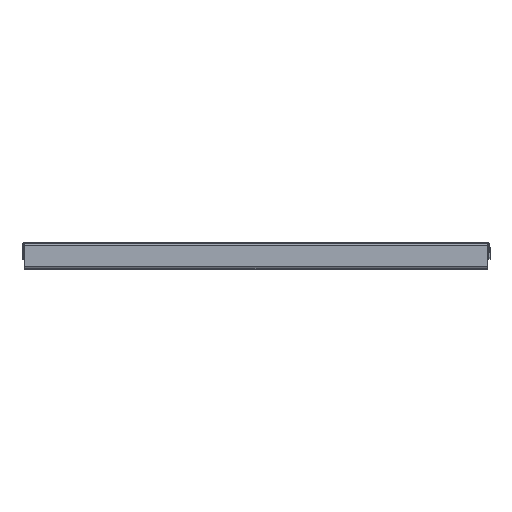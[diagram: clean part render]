
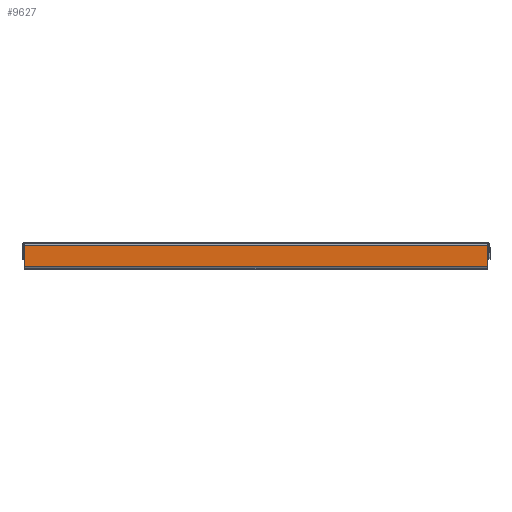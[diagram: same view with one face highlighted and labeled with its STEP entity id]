
A CAD part, top view. The second image highlights one B-rep face of the part: STEP entity #9627.
In plain terms, the highlighted planar face has unit normal (0, 0, 1).
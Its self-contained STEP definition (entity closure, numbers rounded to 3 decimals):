
#474 = PLANE ( 'NONE',  #3079 ) ;
#922 = DIRECTION ( 'NONE',  ( -1., 0., 0. ) ) ;
#1628 = CARTESIAN_POINT ( 'NONE',  ( 0., -3., 299. ) ) ;
#3079 = AXIS2_PLACEMENT_3D ( 'NONE', #10915, #8849, #3592 ) ;
#3193 = EDGE_CURVE ( 'NONE', #12038, #11723, #3909, .T. ) ;
#3592 = DIRECTION ( 'NONE',  ( 0., -1., 0. ) ) ;
#3909 = LINE ( 'NONE', #1628, #12826 ) ;
#3953 = ORIENTED_EDGE ( 'NONE', *, *, #13289, .F. ) ;
#4359 = VERTEX_POINT ( 'NONE', #7574 ) ;
#5916 = VECTOR ( 'NONE', #11318, 1000. ) ;
#6003 = LINE ( 'NONE', #7115, #5916 ) ;
#6761 = CARTESIAN_POINT ( 'NONE',  ( -296., -3., 299. ) ) ;
#7115 = CARTESIAN_POINT ( 'NONE',  ( 296., -30., 299. ) ) ;
#7180 = EDGE_LOOP ( 'NONE', ( #10611, #11710, #3953, #13191 ) ) ;
#7360 = LINE ( 'NONE', #11629, #12540 ) ;
#7574 = CARTESIAN_POINT ( 'NONE',  ( 296., -30., 299. ) ) ;
#8183 = VECTOR ( 'NONE', #9315, 1000. ) ;
#8649 = VERTEX_POINT ( 'NONE', #9965 ) ;
#8774 = FACE_OUTER_BOUND ( 'NONE', #7180, .T. ) ;
#8849 = DIRECTION ( 'NONE',  ( 0., 0., 1. ) ) ;
#9224 = EDGE_CURVE ( 'NONE', #4359, #8649, #7360, .T. ) ;
#9315 = DIRECTION ( 'NONE',  ( 0., 1., 0. ) ) ;
#9627 = ADVANCED_FACE ( 'NONE', ( #8774 ), #474, .T. ) ;
#9965 = CARTESIAN_POINT ( 'NONE',  ( -296., -30., 299. ) ) ;
#10207 = DIRECTION ( 'NONE',  ( -1., 0., 0. ) ) ;
#10611 = ORIENTED_EDGE ( 'NONE', *, *, #11935, .F. ) ;
#10915 = CARTESIAN_POINT ( 'NONE',  ( 0., 0., 299. ) ) ;
#11318 = DIRECTION ( 'NONE',  ( 0., -1., 0. ) ) ;
#11629 = CARTESIAN_POINT ( 'NONE',  ( -296., -30., 299. ) ) ;
#11645 = CARTESIAN_POINT ( 'NONE',  ( -296., -1.5, 299. ) ) ;
#11710 = ORIENTED_EDGE ( 'NONE', *, *, #3193, .T. ) ;
#11723 = VERTEX_POINT ( 'NONE', #6761 ) ;
#11935 = EDGE_CURVE ( 'NONE', #12038, #4359, #6003, .T. ) ;
#12038 = VERTEX_POINT ( 'NONE', #13658 ) ;
#12540 = VECTOR ( 'NONE', #922, 1000. ) ;
#12826 = VECTOR ( 'NONE', #10207, 1000. ) ;
#13191 = ORIENTED_EDGE ( 'NONE', *, *, #9224, .F. ) ;
#13289 = EDGE_CURVE ( 'NONE', #8649, #11723, #13594, .T. ) ;
#13594 = LINE ( 'NONE', #11645, #8183 ) ;
#13658 = CARTESIAN_POINT ( 'NONE',  ( 296., -3., 299. ) ) ;
